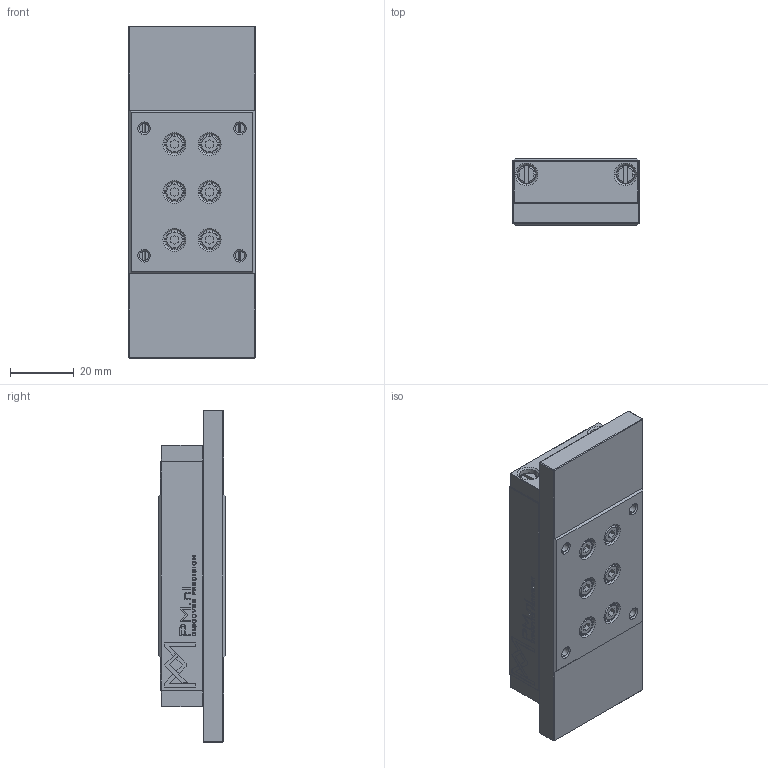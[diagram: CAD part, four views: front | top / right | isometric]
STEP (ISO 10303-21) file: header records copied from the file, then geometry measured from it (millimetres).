
FILE_DESCRIPTION(/* description */ (''),/* implementation_level */ '2;1');
FILE_NAME(/* name */ 'RTNG-2045.stp',/* time_stamp */ '2024-10-01T10:59:45+02:00',/* author */ (''),/* organization */ (''),/* preprocessor_version */ 'ST-DEVELOPER v16.7',/* originating_system */ 'SIEMENS PLM Software NX 12.0',/* authorisation */ '');
FILE_SCHEMA (('AUTOMOTIVE_DESIGN { 1 0 10303 214 3 1 1 1 }'));
Length unit declared in the file: millimetre
Products named in the file (1): RTNG-2045_stp
Bounding box: 39.6 x 21 x 104 mm (x, y, z)
Volume: 63048.9 mm3; surface area: 27126 mm2
Topology: 4 solids, 4 shells, 1049 faces, 2661 edges, 1718 vertices
Faces by surface type: plane 690, bspline 180, cylinder 89, cone 48, torus 42
Entity records: 36760 total; most frequent: CARTESIAN_POINT 8489, ORIENTED_EDGE 5322, DIRECTION 4339, EDGE_CURVE 2661, LINE 1923, VECTOR 1923, VERTEX_POINT 1718, AXIS2_PLACEMENT_3D 1208
